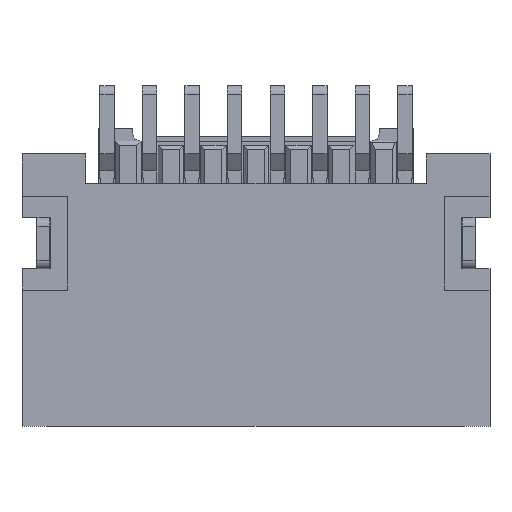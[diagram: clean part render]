
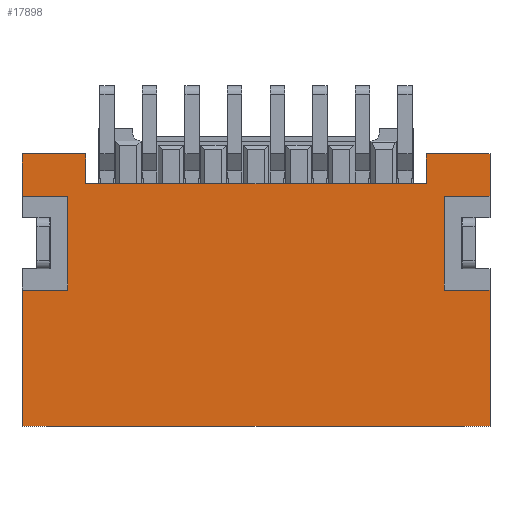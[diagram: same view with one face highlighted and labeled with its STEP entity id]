
A CAD part, front view. The second image highlights one B-rep face of the part: STEP entity #17898.
In plain terms, the highlighted planar face has unit normal (0, -1, 0).
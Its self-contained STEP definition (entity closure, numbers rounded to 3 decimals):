
#1330=DIRECTION('',(0.,0.,-1.));
#1331=VECTOR('',#1330,0.5);
#1332=CARTESIAN_POINT('',(2.75,0.,3.2));
#1333=LINE('9449',#1332,#1331);
#1334=DIRECTION('',(0.,0.,-1.));
#1335=VECTOR('',#1334,1.6);
#1336=CARTESIAN_POINT('',(2.75,0.,1.6));
#1337=LINE('9464',#1336,#1335);
#1338=DIRECTION('',(-1.,0.,0.));
#1339=VECTOR('',#1338,5.5);
#1340=CARTESIAN_POINT('',(2.75,0.,0.));
#1341=LINE('9510',#1340,#1339);
#1342=DIRECTION('',(0.,0.,1.));
#1343=VECTOR('',#1342,1.6);
#1344=CARTESIAN_POINT('',(-2.75,0.,0.));
#1345=LINE('9511',#1344,#1343);
#1354=DIRECTION('',(-1.,0.,0.));
#1355=VECTOR('',#1354,0.535);
#1356=CARTESIAN_POINT('',(-2.215,0.,1.6));
#1357=LINE('9513',#1356,#1355);
#1358=DIRECTION('',(0.,0.,-1.));
#1359=VECTOR('',#1358,1.1);
#1360=CARTESIAN_POINT('',(-2.215,0.,2.7));
#1361=LINE('9514',#1360,#1359);
#1370=DIRECTION('',(1.,0.,0.));
#1371=VECTOR('',#1370,0.535);
#1372=CARTESIAN_POINT('',(-2.75,0.,2.7));
#1373=LINE('9505',#1372,#1371);
#1394=DIRECTION('',(0.,0.,-1.));
#1395=VECTOR('',#1394,0.5);
#1396=CARTESIAN_POINT('',(-2.75,0.,3.2));
#1397=LINE('9506',#1396,#1395);
#1438=DIRECTION('',(-1.,0.,0.));
#1439=VECTOR('',#1438,0.75);
#1440=CARTESIAN_POINT('',(-2.,0.,3.2));
#1441=LINE('9554',#1440,#1439);
#3310=DIRECTION('',(0.,0.,-1.));
#3311=VECTOR('',#3310,0.35);
#3312=CARTESIAN_POINT('',(2.,0.,3.2));
#3313=LINE('9508',#3312,#3311);
#3382=DIRECTION('',(-1.,0.,0.));
#3383=VECTOR('',#3382,4.);
#3384=CARTESIAN_POINT('',(2.,0.,2.85));
#3385=LINE('9507',#3384,#3383);
#3406=DIRECTION('',(0.,0.,1.));
#3407=VECTOR('',#3406,0.35);
#3408=CARTESIAN_POINT('',(-2.,0.,2.85));
#3409=LINE('9677',#3408,#3407);
#11289=DIRECTION('',(-1.,0.,0.));
#11290=VECTOR('',#11289,0.75);
#11291=CARTESIAN_POINT('',(2.75,0.,3.2));
#11292=LINE('9661',#11291,#11290);
#12368=DIRECTION('',(1.,0.,0.));
#12369=VECTOR('',#12368,0.535);
#12370=CARTESIAN_POINT('',(2.215,0.,2.7));
#12371=LINE('10057',#12370,#12369);
#12372=DIRECTION('',(0.,0.,1.));
#12373=VECTOR('',#12372,1.1);
#12374=CARTESIAN_POINT('',(2.215,0.,1.6));
#12375=LINE('10058',#12374,#12373);
#12388=DIRECTION('',(-1.,0.,0.));
#12389=VECTOR('',#12388,0.535);
#12390=CARTESIAN_POINT('',(2.75,0.,1.6));
#12391=LINE('9509',#12390,#12389);
#12464=CARTESIAN_POINT('',(-2.75,0.,1.6));
#12465=VERTEX_POINT('',#12464);
#12616=CARTESIAN_POINT('',(2.75,0.,2.7));
#12618=VERTEX_POINT('',#12616);
#12620=CARTESIAN_POINT('',(2.75,0.,3.2));
#12621=VERTEX_POINT('',#12620);
#12640=CARTESIAN_POINT('',(2.75,0.,0.));
#12641=VERTEX_POINT('',#12640);
#12642=CARTESIAN_POINT('',(2.75,0.,1.6));
#12643=VERTEX_POINT('',#12642);
#12678=CARTESIAN_POINT('',(-2.75,0.,0.));
#12679=VERTEX_POINT('',#12678);
#12688=CARTESIAN_POINT('',(-2.75,0.,2.7));
#12689=CARTESIAN_POINT('',(-2.215,0.,2.7));
#12690=VERTEX_POINT('',#12688);
#12691=VERTEX_POINT('',#12689);
#12692=CARTESIAN_POINT('',(-2.75,0.,3.2));
#12693=VERTEX_POINT('',#12692);
#12694=CARTESIAN_POINT('',(2.,0.,2.85));
#12695=CARTESIAN_POINT('',(-2.,0.,2.85));
#12696=VERTEX_POINT('',#12694);
#12697=VERTEX_POINT('',#12695);
#12698=CARTESIAN_POINT('',(2.,0.,3.2));
#12699=VERTEX_POINT('',#12698);
#12700=CARTESIAN_POINT('',(2.215,0.,1.6));
#12701=VERTEX_POINT('',#12700);
#12702=CARTESIAN_POINT('',(-2.215,0.,1.6));
#12703=VERTEX_POINT('',#12702);
#12748=CARTESIAN_POINT('',(-2.,0.,3.2));
#12749=VERTEX_POINT('',#12748);
#13296=CARTESIAN_POINT('',(2.215,0.,2.7));
#13297=VERTEX_POINT('',#13296);
#17863=CARTESIAN_POINT('',(0.,0.,1.6));
#17864=DIRECTION('',(0.,1.,0.));
#17865=DIRECTION('',(0.,0.,-1.));
#17866=AXIS2_PLACEMENT_3D('',#17863,#17864,#17865);
#17867=PLANE('12194',#17866);
#17869=ORIENTED_EDGE('9513',*,*,#17868,.F.);
#17871=ORIENTED_EDGE('9514',*,*,#17870,.F.);
#17873=ORIENTED_EDGE('9505',*,*,#17872,.F.);
#17875=ORIENTED_EDGE('9506',*,*,#17874,.F.);
#17877=ORIENTED_EDGE('9554',*,*,#17876,.F.);
#17879=ORIENTED_EDGE('9677',*,*,#17878,.F.);
#17881=ORIENTED_EDGE('9507',*,*,#17880,.F.);
#17883=ORIENTED_EDGE('9508',*,*,#17882,.F.);
#17885=ORIENTED_EDGE('9661',*,*,#17884,.F.);
#17886=ORIENTED_EDGE('9449',*,*,#17067,.T.);
#17888=ORIENTED_EDGE('10057',*,*,#17887,.F.);
#17890=ORIENTED_EDGE('10058',*,*,#17889,.F.);
#17892=ORIENTED_EDGE('9509',*,*,#17891,.F.);
#17893=ORIENTED_EDGE('9464',*,*,#17833,.T.);
#17894=ORIENTED_EDGE('9510',*,*,#17846,.T.);
#17895=ORIENTED_EDGE('9511',*,*,#16229,.T.);
#17896=EDGE_LOOP('12194',(#17869,#17871,#17873,#17875,#17877,#17879,#17881,
#17883,#17885,#17886,#17888,#17890,#17892,#17893,#17894,#17895));
#17897=FACE_OUTER_BOUND('12194',#17896,.F.);
#16229=EDGE_CURVE('9511',#12679,#12465,#1345,.T.);
#17067=EDGE_CURVE('9449',#12621,#12618,#1333,.T.);
#17833=EDGE_CURVE('9464',#12643,#12641,#1337,.T.);
#17846=EDGE_CURVE('9510',#12641,#12679,#1341,.T.);
#17868=EDGE_CURVE('9513',#12703,#12465,#1357,.T.);
#17870=EDGE_CURVE('9514',#12691,#12703,#1361,.T.);
#17872=EDGE_CURVE('9505',#12690,#12691,#1373,.T.);
#17874=EDGE_CURVE('9506',#12693,#12690,#1397,.T.);
#17876=EDGE_CURVE('9554',#12749,#12693,#1441,.T.);
#17878=EDGE_CURVE('9677',#12697,#12749,#3409,.T.);
#17880=EDGE_CURVE('9507',#12696,#12697,#3385,.T.);
#17882=EDGE_CURVE('9508',#12699,#12696,#3313,.T.);
#17884=EDGE_CURVE('9661',#12621,#12699,#11292,.T.);
#17887=EDGE_CURVE('10057',#13297,#12618,#12371,.T.);
#17889=EDGE_CURVE('10058',#12701,#13297,#12375,.T.);
#17891=EDGE_CURVE('9509',#12643,#12701,#12391,.T.);
#17898=ADVANCED_FACE('12194',(#17897),#17867,.F.);
